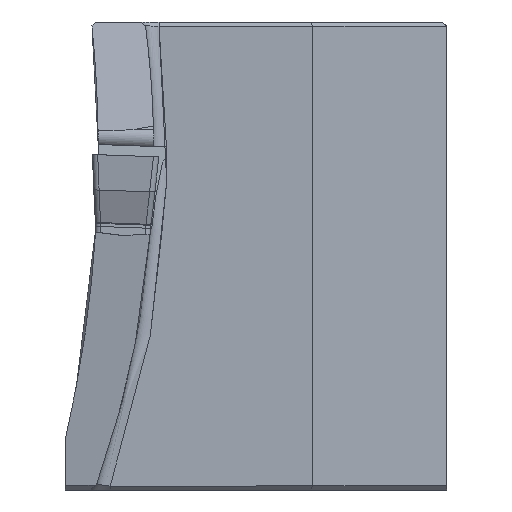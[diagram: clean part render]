
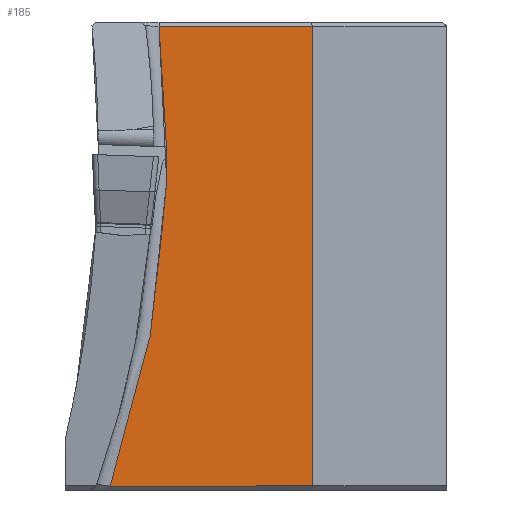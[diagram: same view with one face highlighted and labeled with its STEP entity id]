
A CAD part, left-side view. The second image highlights one B-rep face of the part: STEP entity #185.
In plain terms, the highlighted planar face has unit normal (-1, 0, 0).
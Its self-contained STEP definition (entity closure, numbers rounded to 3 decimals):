
#71=CIRCLE('',#1653,75.);
#185=ADVANCED_FACE('',(#325),#247,.F.);
#247=PLANE('',#1654);
#325=FACE_OUTER_BOUND('',#408,.T.);
#408=EDGE_LOOP('',(#786,#787,#788,#789));
#786=ORIENTED_EDGE('',*,*,#1225,.T.);
#787=ORIENTED_EDGE('',*,*,#1226,.T.);
#788=ORIENTED_EDGE('',*,*,#1227,.T.);
#789=ORIENTED_EDGE('',*,*,#1228,.T.);
#1029=VERTEX_POINT('',#2622);
#1030=VERTEX_POINT('',#2623);
#1031=VERTEX_POINT('',#2625);
#1032=VERTEX_POINT('',#2627);
#1225=EDGE_CURVE('',#1029,#1030,#71,.T.);
#1226=EDGE_CURVE('',#1030,#1031,#1381,.T.);
#1227=EDGE_CURVE('',#1031,#1032,#1382,.T.);
#1228=EDGE_CURVE('',#1032,#1029,#1383,.T.);
#1381=LINE('',#2624,#1526);
#1382=LINE('',#2626,#1527);
#1383=LINE('',#2628,#1528);
#1526=VECTOR('',#2005,1.);
#1527=VECTOR('',#2006,1.);
#1528=VECTOR('',#2007,1.);
#1653=AXIS2_PLACEMENT_3D('',#2621,#2003,#2004);
#1654=AXIS2_PLACEMENT_3D('',#2629,#2008,#2009);
#2003=DIRECTION('',(1.,0.,0.));
#2004=DIRECTION('',(0.,0.,-1.));
#2005=DIRECTION('',(0.,-1.,0.));
#2006=DIRECTION('',(0.,0.,1.));
#2007=DIRECTION('',(0.,1.,0.));
#2008=DIRECTION('',(1.,0.,0.));
#2009=DIRECTION('',(0.,0.,-1.));
#2621=CARTESIAN_POINT('',(26.,70.9,0.2));
#2622=CARTESIAN_POINT('',(26.,-3.496,9.7));
#2623=CARTESIAN_POINT('',(26.,0.155,-24.703));
#2624=CARTESIAN_POINT('',(26.,70.9,-24.7));
#2625=CARTESIAN_POINT('',(26.,-15.,-24.7));
#2626=CARTESIAN_POINT('',(26.,-15.,10.));
#2627=CARTESIAN_POINT('',(26.,-15.,9.7));
#2628=CARTESIAN_POINT('',(26.,70.9,9.7));
#2629=CARTESIAN_POINT('',(26.,70.9,0.2));
